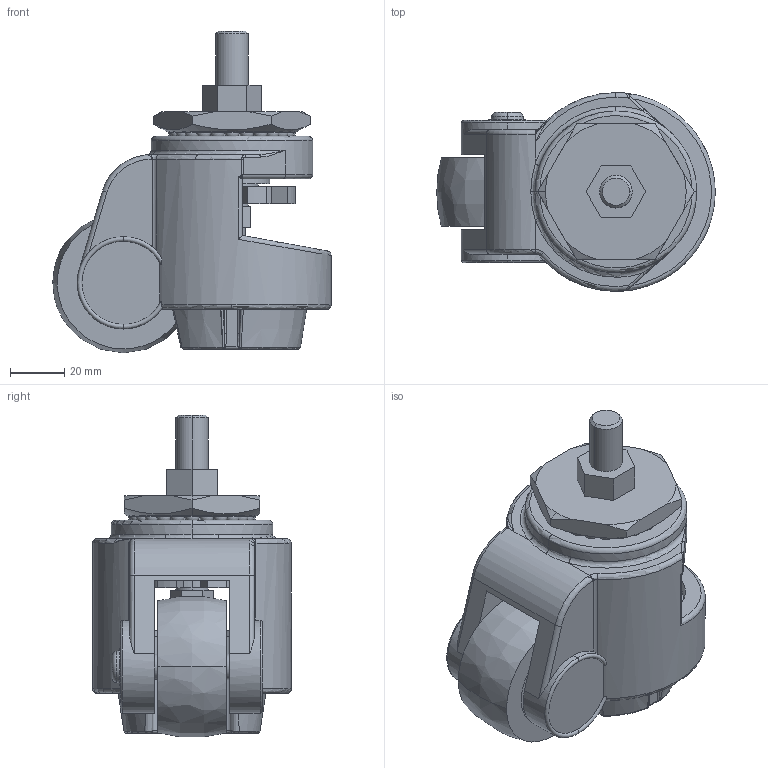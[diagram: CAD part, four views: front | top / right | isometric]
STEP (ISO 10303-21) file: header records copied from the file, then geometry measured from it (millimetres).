
FILE_DESCRIPTION (( 'STEP AP203' ), '1' );
FILE_NAME ('DX-60S.STEP', '2021-12-19T06:16:19', ( 'PC' ), ( 'Microsoft' ), 'SwSTEP 2.0', 'SolidWorks 2016', '' );
FILE_SCHEMA (( 'CONFIG_CONTROL_DESIGN' ));
Length unit declared in the file: millimetre
Products named in the file (1): DX-60S
Bounding box: 102.51 x 73.11 x 118.51 mm (x, y, z)
Volume: 270996.9 mm3; surface area: 64178.3 mm2
Topology: 1 solids, 3 shells, 553 faces, 1559 edges, 1030 vertices
Faces by surface type: cylinder 195, plane 188, sphere 59, bspline 46, torus 44, cone 21
Entity records: 33014 total; most frequent: CARTESIAN_POINT 19983, ORIENTED_EDGE 3106, DIRECTION 2167, EDGE_CURVE 1553, VERTEX_POINT 1028, AXIS2_PLACEMENT_3D 819, B_SPLINE_CURVE_WITH_KNOTS 686, EDGE_LOOP 579
